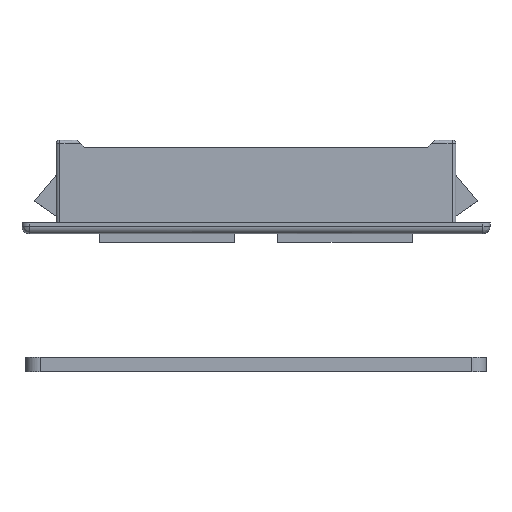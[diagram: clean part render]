
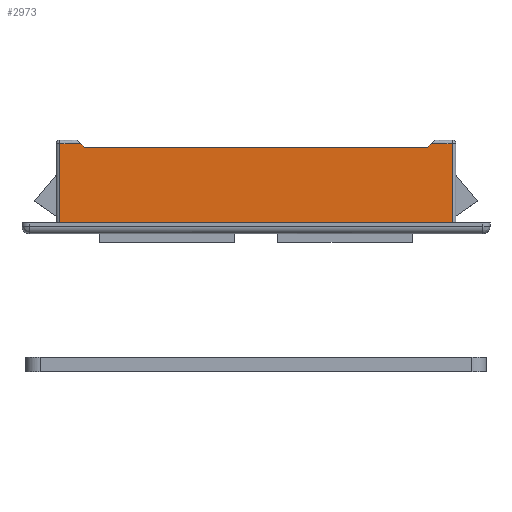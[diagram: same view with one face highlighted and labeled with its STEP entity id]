
A CAD part, top view. The second image highlights one B-rep face of the part: STEP entity #2973.
In plain terms, the highlighted free-form (B-spline) face has degree [1, 1] with [2, 2] control points.
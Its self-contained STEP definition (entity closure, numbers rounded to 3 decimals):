
#2012=CARTESIAN_POINT('',(27.25,-0.5,4.0));
#2013=VERTEX_POINT('',#2012);
#2033=CARTESIAN_POINT('',(24.35,-0.5,4.0));
#2034=VERTEX_POINT('',#2033);
#2050=CARTESIAN_POINT('',(27.25,-0.5,4.0));
#2051=CARTESIAN_POINT('',(24.35,-0.5,4.0));
#2052=QUASI_UNIFORM_CURVE('',1,(#2050,#2051),.UNSPECIFIED.,.F.,.U.);
#2053=EDGE_CURVE('',#2013,#2034,#2052,.T.);
#2124=CARTESIAN_POINT('',(27.25,-11.5,4.0));
#2125=VERTEX_POINT('',#2124);
#2142=CARTESIAN_POINT('',(27.25,-11.5,4.0));
#2143=CARTESIAN_POINT('',(27.25,-0.5,4.0));
#2144=QUASI_UNIFORM_CURVE('',1,(#2142,#2143),.UNSPECIFIED.,.F.,.U.);
#2145=EDGE_CURVE('',#2125,#2013,#2144,.T.);
#2164=CARTESIAN_POINT('',(-27.25,-0.5,4.0));
#2165=VERTEX_POINT('',#2164);
#2185=CARTESIAN_POINT('',(-27.25,-11.5,4.0));
#2186=VERTEX_POINT('',#2185);
#2197=CARTESIAN_POINT('',(-27.25,-0.5,4.0));
#2198=CARTESIAN_POINT('',(-27.25,-11.5,4.0));
#2199=QUASI_UNIFORM_CURVE('',1,(#2197,#2198),.UNSPECIFIED.,.F.,.U.);
#2200=EDGE_CURVE('',#2165,#2186,#2199,.T.);
#2271=CARTESIAN_POINT('',(-24.35,-0.5,4.0));
#2272=VERTEX_POINT('',#2271);
#2292=CARTESIAN_POINT('',(-24.35,-0.5,4.0));
#2293=CARTESIAN_POINT('',(-27.25,-0.5,4.0));
#2294=QUASI_UNIFORM_CURVE('',1,(#2292,#2293),.UNSPECIFIED.,.F.,.U.);
#2295=EDGE_CURVE('',#2272,#2165,#2294,.T.);
#2772=CARTESIAN_POINT('',(23.85,-1.0,4.0));
#2773=VERTEX_POINT('',#2772);
#2774=CARTESIAN_POINT('',(24.35,-0.5,4.0));
#2775=CARTESIAN_POINT('',(23.85,-1.0,4.0));
#2776=QUASI_UNIFORM_CURVE('',1,(#2774,#2775),.UNSPECIFIED.,.F.,.U.);
#2777=EDGE_CURVE('',#2034,#2773,#2776,.T.);
#2814=CARTESIAN_POINT('',(-23.85,-1.0,4.0));
#2815=VERTEX_POINT('',#2814);
#2821=CARTESIAN_POINT('',(23.85,-1.0,4.0));
#2822=CARTESIAN_POINT('',(-23.85,-1.0,4.0));
#2823=QUASI_UNIFORM_CURVE('',1,(#2821,#2822),.UNSPECIFIED.,.F.,.U.);
#2824=EDGE_CURVE('',#2773,#2815,#2823,.T.);
#2843=CARTESIAN_POINT('',(-23.85,-1.0,4.0));
#2844=CARTESIAN_POINT('',(-24.35,-0.5,4.0));
#2845=QUASI_UNIFORM_CURVE('',1,(#2843,#2844),.UNSPECIFIED.,.F.,.U.);
#2846=EDGE_CURVE('',#2815,#2272,#2845,.T.);
#2954=CARTESIAN_POINT('',(-29.972,-12.049,4.0));
#2955=CARTESIAN_POINT('',(29.972,-12.049,4.0));
#2956=CARTESIAN_POINT('',(-29.972,0.049,4.0));
#2957=CARTESIAN_POINT('',(29.972,0.049,4.0));
#2958=B_SPLINE_SURFACE_WITH_KNOTS('',1,1,((#2954,#2956),(#2955,#2957)),.UNSPECIFIED.,.F.,.F.,.U.,(2,2),(2,2),(0.0,59.945),(0.0,12.099),.UNSPECIFIED.);
#2959=ORIENTED_EDGE('',*,*,#2295,.T.);
#2960=ORIENTED_EDGE('',*,*,#2200,.T.);
#2961=CARTESIAN_POINT('',(-27.25,-11.5,4.0));
#2962=CARTESIAN_POINT('',(27.25,-11.5,4.0));
#2963=QUASI_UNIFORM_CURVE('',1,(#2961,#2962),.UNSPECIFIED.,.F.,.U.);
#2964=EDGE_CURVE('',#2186,#2125,#2963,.T.);
#2965=ORIENTED_EDGE('',*,*,#2964,.T.);
#2966=ORIENTED_EDGE('',*,*,#2145,.T.);
#2967=ORIENTED_EDGE('',*,*,#2053,.T.);
#2968=ORIENTED_EDGE('',*,*,#2777,.T.);
#2969=ORIENTED_EDGE('',*,*,#2824,.T.);
#2970=ORIENTED_EDGE('',*,*,#2846,.T.);
#2971=EDGE_LOOP('',(#2959,#2960,#2965,#2966,#2967,#2968,#2969,#2970));
#2972=FACE_OUTER_BOUND('',#2971,.T.);
#2973=ADVANCED_FACE('',(#2972),#2958,.T.);
